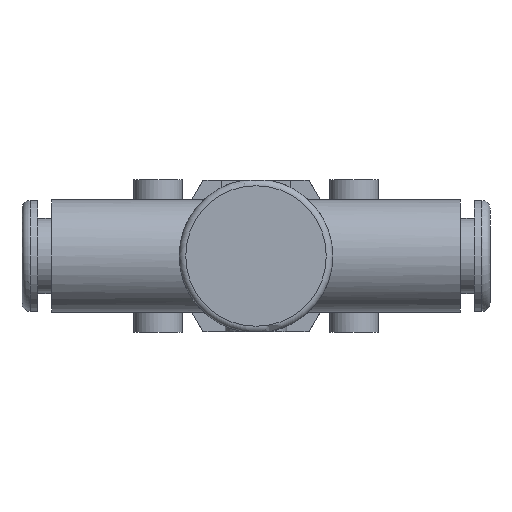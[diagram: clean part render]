
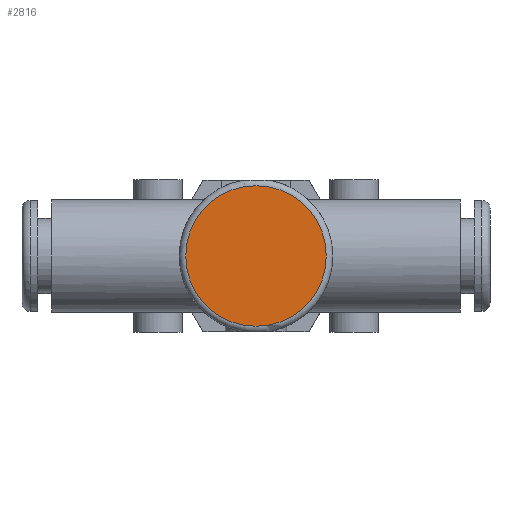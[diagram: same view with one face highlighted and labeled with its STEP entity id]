
A CAD part, front view. The second image highlights one B-rep face of the part: STEP entity #2816.
In plain terms, the highlighted planar face has unit normal (0, -1, 0).
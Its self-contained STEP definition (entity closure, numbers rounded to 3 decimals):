
#352=PLANE('',#2994);
#486=CIRCLE('',#2995,8.6);
#694=VERTEX_POINT('',#4525);
#1315=EDGE_CURVE('',#694,#694,#486,.F.);
#1715=ORIENTED_EDGE('',*,*,#1315,.T.);
#2438=EDGE_LOOP('',(#1715));
#2630=FACE_BOUND('',#2438,.T.);
#2816=ADVANCED_FACE('',(#2630),#352,.F.);
#2994=AXIS2_PLACEMENT_3D('',#4523,#3385,$);
#2995=AXIS2_PLACEMENT_3D('',#4524,#3386,#3387);
#3385=DIRECTION('',(0.,1.,0.));
#3386=DIRECTION('',(0.,1.,0.));
#3387=DIRECTION('',(0.,0.,8.6));
#4523=CARTESIAN_POINT('',(8.6,-9.1,0.));
#4524=CARTESIAN_POINT('',(0.,-9.1,0.));
#4525=CARTESIAN_POINT('',(0.,-9.1,-8.6));
